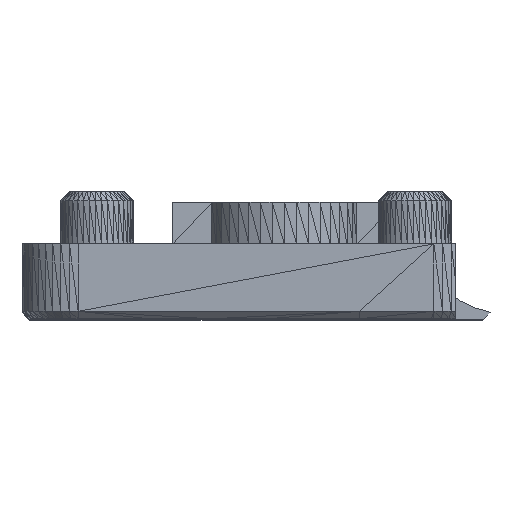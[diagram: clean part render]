
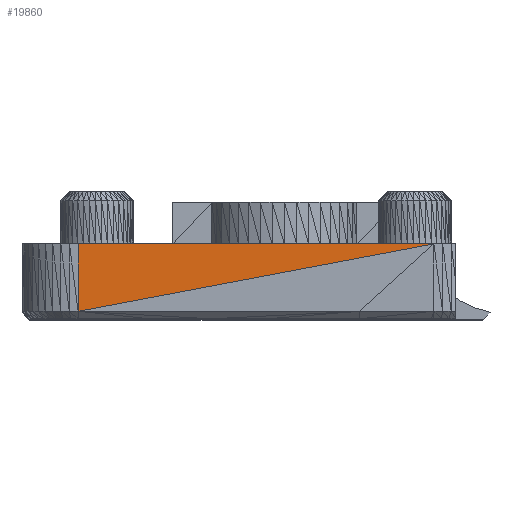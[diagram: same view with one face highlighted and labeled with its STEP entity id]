
A CAD part, top view. The second image highlights one B-rep face of the part: STEP entity #19860.
In plain terms, the highlighted face is planar.
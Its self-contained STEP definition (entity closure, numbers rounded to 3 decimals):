
#1446=FACE_OUTER_BOUND('',#3080,.T.);
#3080=EDGE_LOOP('',(#16175,#16176,#16177));
#5600=LINE('',#32143,#8125);
#5603=LINE('',#32148,#8128);
#5604=LINE('',#32150,#8129);
#8125=VECTOR('',#26884,10.);
#8128=VECTOR('',#26891,10.);
#8129=VECTOR('',#26894,10.);
#8900=VERTEX_POINT('',#30010);
#9143=VERTEX_POINT('',#31381);
#9223=VERTEX_POINT('',#32142);
#11537=EDGE_CURVE('',#9143,#9223,#5600,.T.);
#11540=EDGE_CURVE('',#9143,#8900,#5603,.T.);
#11541=EDGE_CURVE('',#9223,#8900,#5604,.T.);
#16175=ORIENTED_EDGE('',*,*,#11537,.F.);
#16176=ORIENTED_EDGE('',*,*,#11540,.T.);
#16177=ORIENTED_EDGE('',*,*,#11541,.F.);
#18226=PLANE('',#21509);
#19860=ADVANCED_FACE('',(#1446),#18226,.T.);
#21509=AXIS2_PLACEMENT_3D('',#32149,#26892,#26893);
#26884=DIRECTION('',(0.,0.,1.));
#26891=DIRECTION('',(0.983,0.,0.186));
#26892=DIRECTION('center_axis',(0.,-1.,0.));
#26893=DIRECTION('ref_axis',(0.,0.,-1.));
#26894=DIRECTION('',(1.,0.,0.));
#30010=CARTESIAN_POINT('',(385.314,232.65,403.288));
#31381=CARTESIAN_POINT('',(366.315,232.65,399.688));
#32142=CARTESIAN_POINT('',(366.315,232.65,403.288));
#32143=CARTESIAN_POINT('',(366.315,232.65,399.688));
#32148=CARTESIAN_POINT('',(366.315,232.65,399.688));
#32149=CARTESIAN_POINT('Origin',(385.314,232.65,403.288));
#32150=CARTESIAN_POINT('',(366.315,232.65,403.288));
